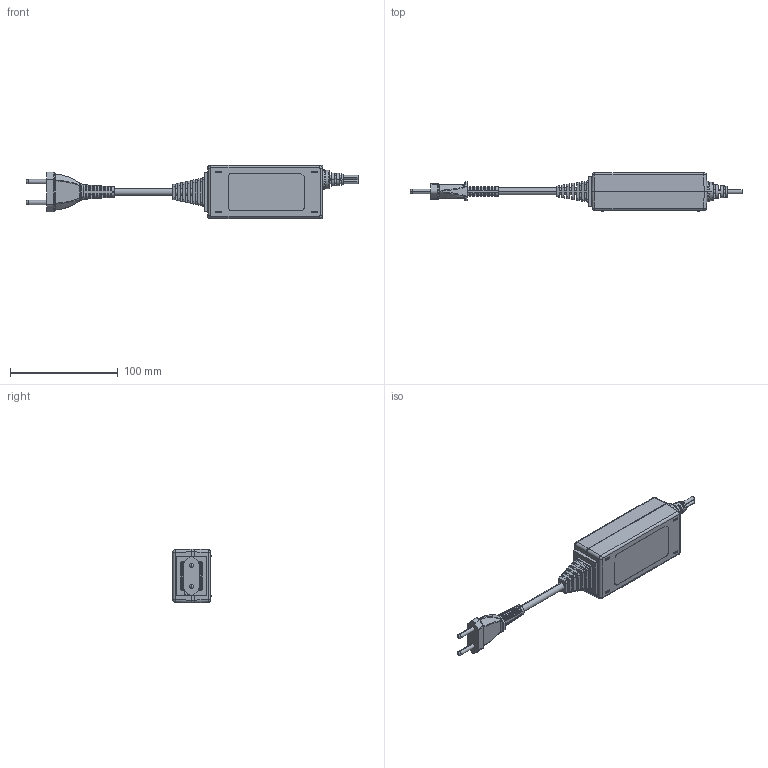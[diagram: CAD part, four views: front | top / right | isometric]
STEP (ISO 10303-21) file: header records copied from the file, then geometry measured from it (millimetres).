
FILE_DESCRIPTION((''),'2;1');
FILE_NAME('30W_DESKTOP_ASM_ASM','2022-08-17T14:56:20',('rd05'),(''),'CREO PARAMETRIC BY PTC INC, 2018050','CREO PARAMETRIC BY PTC INC, 2018050','');
FILE_SCHEMA(('CONFIG_CONTROL_DESIGN','GEOMETRIC_VALIDATION_PROPERTIES_MIM'));
Length unit declared in the file: millimetre
Products named in the file (10): BOTTOM_CASE_5; TOP_CASE_4; SR00042_13; NEIMO_4; SR00042_ASM_4_ASM; SR-SPT-2_3; LED-LENS_2; EUCHATOU_14; 30W_DESKTOP_ASM_8_ASM; 30W_DESKTOP_ASM_ASM
Assembly tree (9 placements, depth 4):
  30W_DESKTOP_ASM_ASM
    30W_DESKTOP_ASM_8_ASM
      BOTTOM_CASE_5
      TOP_CASE_4
      SR00042_ASM_4_ASM
        SR00042_13
        NEIMO_4
      SR-SPT-2_3
      LED-LENS_2
      EUCHATOU_14
Bounding box: 308.67 x 35.6 x 50 mm (x, y, z)
Volume: 89321.3 mm3; surface area: 64585.6 mm2
Topology: 7 solids, 11 shells, 1098 faces, 3013 edges, 1957 vertices
Faces by surface type: plane 639, cylinder 223, bspline 165, torus 31, cone 22, extrusion 10, sphere 8
Entity records: 43408 total; most frequent: CARTESIAN_POINT 16628, ORIENTED_EDGE 5980, DIRECTION 4660, EDGE_CURVE 3005, VERTEX_POINT 1957, VECTOR 1894, LINE 1884, AXIS2_PLACEMENT_3D 1383
